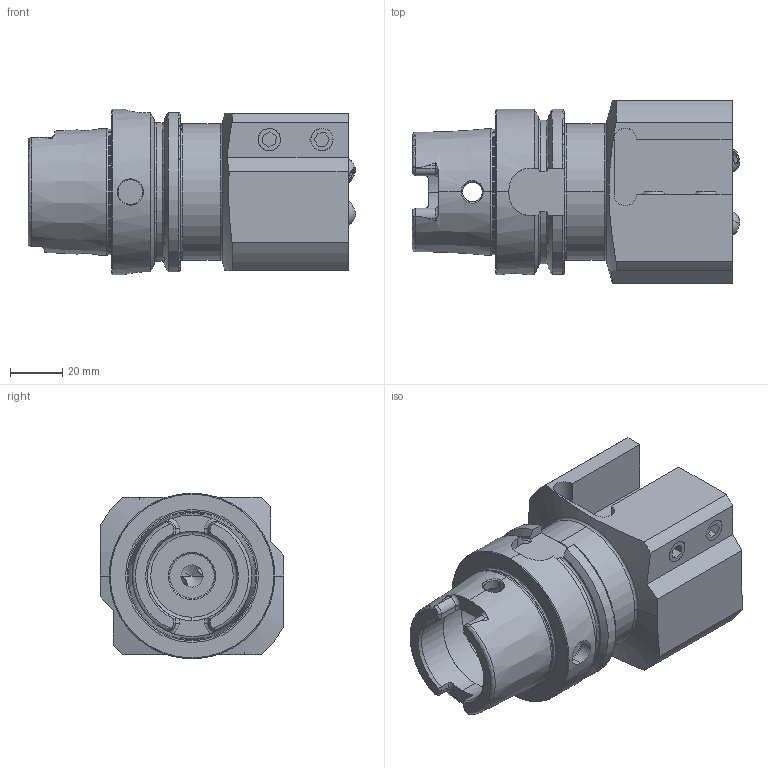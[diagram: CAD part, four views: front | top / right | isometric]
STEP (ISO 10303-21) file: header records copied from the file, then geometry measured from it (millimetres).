
FILE_DESCRIPTION (( 'STEP AP214' ), '1' );
FILE_NAME ('HA6.V20.R21.090.STEP', '2011-10-06T12:42:32', ( 'SwiAdmin' ), ( '' ), 'SwSTEP 2.0', 'SolidWorks 2011', '' );
FILE_SCHEMA (( 'AUTOMOTIVE_DESIGN' ));
Length unit declared in the file: millimetre
Products named in the file (6): KU1-U12.001.010; KU1-U12.001.010_2; KU1-U12.001.010_1; ISO 4026 - M10 x 30_Default; HA6-V20.R21.090_A; HA6.V20.R21.090
Assembly tree (9 placements, depth 3):
  HA6.V20.R21.090
    ISO 4026 - M10 x 30_Default  x4
    HA6-V20.R21.090_A
    KU1-U12.001.010  x2
      KU1-U12.001.010_2
      KU1-U12.001.010_1
Bounding box: 124.8 x 70 x 63 mm (x, y, z)
Volume: 259528.5 mm3; surface area: 54796.4 mm2
Topology: 9 solids, 9 shells, 304 faces, 786 edges, 492 vertices
Faces by surface type: plane 103, cylinder 92, cone 64, torus 33, sphere 8, bspline 4
Entity records: 10162 total; most frequent: CARTESIAN_POINT 2756, ORIENTED_EDGE 1256, DIRECTION 1245, EDGE_CURVE 628, AXIS2_PLACEMENT_3D 500, VERTEX_POINT 396, EDGE_LOOP 264, CIRCLE 249
